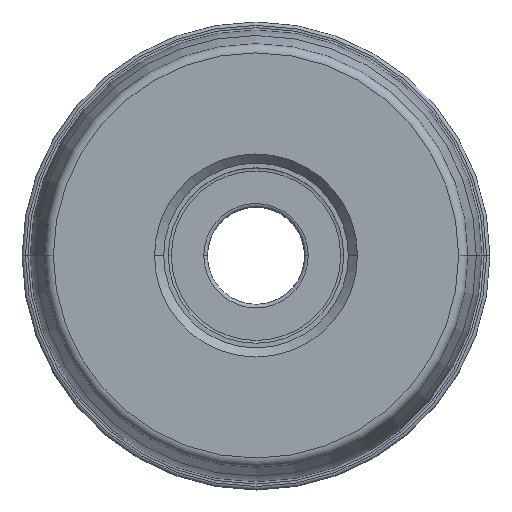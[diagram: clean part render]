
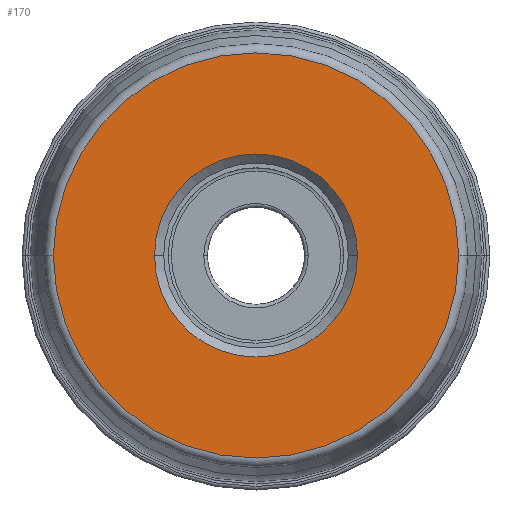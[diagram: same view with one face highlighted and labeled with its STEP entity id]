
A CAD part, top view. The second image highlights one B-rep face of the part: STEP entity #170.
In plain terms, the highlighted planar face has unit normal (0, 0, 1).
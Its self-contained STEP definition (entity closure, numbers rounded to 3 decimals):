
#63=PLANE('',#1877);
#73=FACE_BOUND('',#388,.T.);
#74=FACE_BOUND('',#389,.T.);
#170=ADVANCED_FACE('',(#73,#74),#63,.F.);
#388=EDGE_LOOP('',(#738,#739,#740,#741));
#389=EDGE_LOOP('',(#742,#743));
#738=ORIENTED_EDGE('',*,*,#1170,.T.);
#739=ORIENTED_EDGE('',*,*,#1175,.T.);
#740=ORIENTED_EDGE('',*,*,#1174,.F.);
#741=ORIENTED_EDGE('',*,*,#1171,.T.);
#742=ORIENTED_EDGE('',*,*,#1176,.T.);
#743=ORIENTED_EDGE('',*,*,#1177,.T.);
#970=VERTEX_POINT('',#2925);
#971=VERTEX_POINT('',#2926);
#972=VERTEX_POINT('',#2928);
#973=VERTEX_POINT('',#2933);
#974=VERTEX_POINT('',#2937);
#975=VERTEX_POINT('',#2938);
#1170=EDGE_CURVE('',#970,#971,#1378,.T.);
#1171=EDGE_CURVE('',#972,#970,#1379,.T.);
#1174=EDGE_CURVE('',#972,#973,#1382,.T.);
#1175=EDGE_CURVE('',#971,#973,#1383,.T.);
#1176=EDGE_CURVE('',#974,#975,#1384,.T.);
#1177=EDGE_CURVE('',#975,#974,#1385,.T.);
#1378=CIRCLE('',#1867,22.);
#1379=CIRCLE('',#1868,22.);
#1382=CIRCLE('',#1872,22.);
#1383=CIRCLE('',#1873,22.);
#1384=CIRCLE('',#1875,11.025);
#1385=CIRCLE('',#1876,11.025);
#1867=AXIS2_PLACEMENT_3D('',#2924,#2400,#2401);
#1868=AXIS2_PLACEMENT_3D('',#2927,#2402,#2403);
#1872=AXIS2_PLACEMENT_3D('',#2932,#2410,#2411);
#1873=AXIS2_PLACEMENT_3D('',#2934,#2412,#2413);
#1875=AXIS2_PLACEMENT_3D('',#2936,#2416,#2417);
#1876=AXIS2_PLACEMENT_3D('',#2939,#2418,#2419);
#1877=AXIS2_PLACEMENT_3D('',#2940,#2420,#2421);
#2400=DIRECTION('',(0.,0.,1.));
#2401=DIRECTION('',(-1.,-0.001,0.));
#2402=DIRECTION('',(0.,0.,1.));
#2403=DIRECTION('',(-1.,0.,0.));
#2410=DIRECTION('',(0.,0.,-1.));
#2411=DIRECTION('',(1.,0.001,0.));
#2412=DIRECTION('',(0.,0.,1.));
#2413=DIRECTION('',(1.,0.001,0.));
#2416=DIRECTION('',(0.,0.,-1.));
#2417=DIRECTION('',(-1.,0.,0.));
#2418=DIRECTION('',(0.,0.,-1.));
#2419=DIRECTION('',(1.,0.,0.));
#2420=DIRECTION('',(0.,0.,-1.));
#2421=DIRECTION('',(1.,0.,0.));
#2924=CARTESIAN_POINT('',(0.,0.,0.));
#2925=CARTESIAN_POINT('',(-22.,-0.015,0.));
#2926=CARTESIAN_POINT('',(22.,0.,0.));
#2927=CARTESIAN_POINT('',(0.,0.,0.));
#2928=CARTESIAN_POINT('',(-22.,0.,0.));
#2932=CARTESIAN_POINT('',(0.,0.,0.));
#2933=CARTESIAN_POINT('',(22.,0.015,0.));
#2934=CARTESIAN_POINT('',(0.,0.,0.));
#2936=CARTESIAN_POINT('',(0.,0.,0.));
#2937=CARTESIAN_POINT('',(-11.025,0.,0.));
#2938=CARTESIAN_POINT('',(11.025,0.,0.));
#2939=CARTESIAN_POINT('',(0.,0.,0.));
#2940=CARTESIAN_POINT('',(0.,0.,0.));
